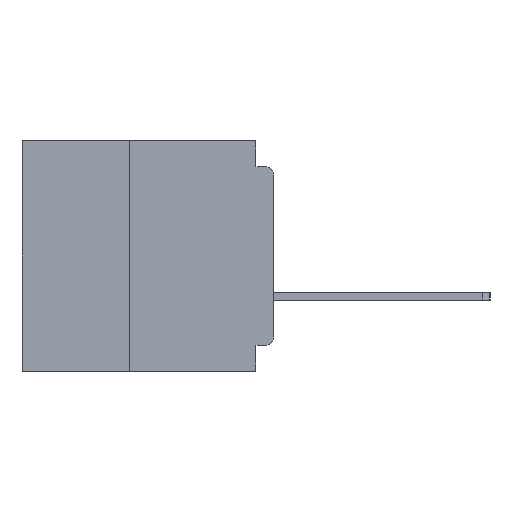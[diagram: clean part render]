
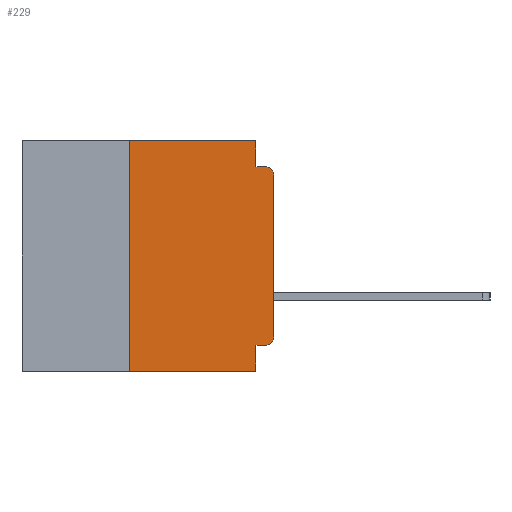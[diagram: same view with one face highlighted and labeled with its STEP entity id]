
A CAD part, left-side view. The second image highlights one B-rep face of the part: STEP entity #229.
In plain terms, the highlighted planar face has unit normal (-1, 0, 0).
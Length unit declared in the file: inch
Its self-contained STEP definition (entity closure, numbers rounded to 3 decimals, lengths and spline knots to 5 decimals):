
#229 = ADVANCED_FACE ( 'NONE', ( #16771 ), #40098, .F. ) ;
#1675 = AXIS2_PLACEMENT_3D ( 'NONE', #40606, #39766, #39432 ) ;
#3865 = EDGE_CURVE ( 'NONE', #8127, #12134, #27341, .T. ) ;
#3872 = VERTEX_POINT ( 'NONE', #7449 ) ;
#4681 = CARTESIAN_POINT ( 'NONE',  ( 0., 0.031, 0. ) ) ;
#5220 = ORIENTED_EDGE ( 'NONE', *, *, #48038, .F. ) ;
#5373 = VECTOR ( 'NONE', #40466, 39.37008 ) ;
#6387 = CIRCLE ( 'NONE', #43818, 0.015 ) ;
#7449 = CARTESIAN_POINT ( 'NONE',  ( 0., 0.015, -0.355 ) ) ;
#7699 = CARTESIAN_POINT ( 'NONE',  ( 0., 0., 0. ) ) ;
#7740 = DIRECTION ( 'NONE',  ( 0., 0., 1. ) ) ;
#8127 = VERTEX_POINT ( 'NONE', #27106 ) ;
#8401 = DIRECTION ( 'NONE',  ( -1., 0., 0. ) ) ;
#8614 = CARTESIAN_POINT ( 'NONE',  ( 0., 0., -0.355 ) ) ;
#9056 = CIRCLE ( 'NONE', #25184, 0.015 ) ;
#9357 = ORIENTED_EDGE ( 'NONE', *, *, #34617, .F. ) ;
#9687 = VECTOR ( 'NONE', #28878, 39.37008 ) ;
#9777 = DIRECTION ( 'NONE',  ( 0., -1., 0. ) ) ;
#9938 = EDGE_CURVE ( 'NONE', #3872, #8127, #9056, .T. ) ;
#10372 = DIRECTION ( 'NONE',  ( -1., 0., 0. ) ) ;
#10799 = EDGE_LOOP ( 'NONE', ( #19344, #44757, #38717, #45365, #9357, #48540, #33277, #5220, #47512, #49916 ) ) ;
#11736 = LINE ( 'NONE', #19917, #42193 ) ;
#12116 = EDGE_CURVE ( 'NONE', #14640, #30145, #49696, .T. ) ;
#12134 = VERTEX_POINT ( 'NONE', #41733 ) ;
#12643 = CARTESIAN_POINT ( 'NONE',  ( 0., 0.031, 0. ) ) ;
#14640 = VERTEX_POINT ( 'NONE', #39747 ) ;
#14848 = LINE ( 'NONE', #27788, #45230 ) ;
#15072 = CARTESIAN_POINT ( 'NONE',  ( 0., 0.031, -0.355 ) ) ;
#16028 = VERTEX_POINT ( 'NONE', #37036 ) ;
#16771 = FACE_OUTER_BOUND ( 'NONE', #10799, .T. ) ;
#17305 = LINE ( 'NONE', #12643, #5373 ) ;
#18447 = LINE ( 'NONE', #27667, #48754 ) ;
#19344 = ORIENTED_EDGE ( 'NONE', *, *, #3865, .T. ) ;
#19917 = CARTESIAN_POINT ( 'NONE',  ( 0., 0.437, 0. ) ) ;
#20236 = EDGE_CURVE ( 'NONE', #3872, #24940, #23355, .T. ) ;
#20306 = LINE ( 'NONE', #32891, #9687 ) ;
#20684 = VECTOR ( 'NONE', #9777, 39.37008 ) ;
#20818 = DIRECTION ( 'NONE',  ( 0., 1., 0. ) ) ;
#23348 = VERTEX_POINT ( 'NONE', #44340 ) ;
#23355 = LINE ( 'NONE', #8614, #43167 ) ;
#24594 = EDGE_CURVE ( 'NONE', #44933, #14640, #17305, .T. ) ;
#24940 = VERTEX_POINT ( 'NONE', #15072 ) ;
#25184 = AXIS2_PLACEMENT_3D ( 'NONE', #32290, #8401, #36296 ) ;
#27106 = CARTESIAN_POINT ( 'NONE',  ( 0., 0., -0.34 ) ) ;
#27341 = LINE ( 'NONE', #7699, #48342 ) ;
#27667 = CARTESIAN_POINT ( 'NONE',  ( 0., 0.25, -0.4 ) ) ;
#27788 = CARTESIAN_POINT ( 'NONE',  ( 0., 0.437, -0.4 ) ) ;
#28878 = DIRECTION ( 'NONE',  ( 0., 0., -1. ) ) ;
#30145 = VERTEX_POINT ( 'NONE', #39989 ) ;
#30457 = EDGE_CURVE ( 'NONE', #12134, #30145, #6387, .T. ) ;
#31701 = DIRECTION ( 'NONE',  ( 0., 0., 1. ) ) ;
#31823 = DIRECTION ( 'NONE',  ( 0., -1., 0. ) ) ;
#32290 = CARTESIAN_POINT ( 'NONE',  ( 0., 0.015, -0.34 ) ) ;
#32891 = CARTESIAN_POINT ( 'NONE',  ( 0., 0.031, -0.4 ) ) ;
#33277 = ORIENTED_EDGE ( 'NONE', *, *, #46617, .T. ) ;
#33670 = CARTESIAN_POINT ( 'NONE',  ( 0., 0., -0.045 ) ) ;
#34262 = CARTESIAN_POINT ( 'NONE',  ( 0., 0.015, -0.06 ) ) ;
#34617 = EDGE_CURVE ( 'NONE', #16028, #44933, #11736, .T. ) ;
#36296 = DIRECTION ( 'NONE',  ( 0., 0., -1. ) ) ;
#36723 = CARTESIAN_POINT ( 'NONE',  ( 0., 0.25, -0.4 ) ) ;
#37036 = CARTESIAN_POINT ( 'NONE',  ( 0., 0.25, 0. ) ) ;
#38233 = DIRECTION ( 'NONE',  ( 0., 0., -1. ) ) ;
#38717 = ORIENTED_EDGE ( 'NONE', *, *, #12116, .F. ) ;
#39432 = DIRECTION ( 'NONE',  ( 0., 0., -1. ) ) ;
#39727 = DIRECTION ( 'NONE',  ( 0., -1., 0. ) ) ;
#39747 = CARTESIAN_POINT ( 'NONE',  ( 0., 0.031, -0.045 ) ) ;
#39766 = DIRECTION ( 'NONE',  ( 1., 0., 0. ) ) ;
#39989 = CARTESIAN_POINT ( 'NONE',  ( 0., 0.015, -0.045 ) ) ;
#40098 = PLANE ( 'NONE',  #1675 ) ;
#40466 = DIRECTION ( 'NONE',  ( 0., 0., -1. ) ) ;
#40606 = CARTESIAN_POINT ( 'NONE',  ( 0., 0.437, 0. ) ) ;
#41733 = CARTESIAN_POINT ( 'NONE',  ( 0., 0., -0.06 ) ) ;
#42193 = VECTOR ( 'NONE', #39727, 39.37008 ) ;
#42597 = VERTEX_POINT ( 'NONE', #36723 ) ;
#43167 = VECTOR ( 'NONE', #20818, 39.37008 ) ;
#43818 = AXIS2_PLACEMENT_3D ( 'NONE', #34262, #10372, #38233 ) ;
#44340 = CARTESIAN_POINT ( 'NONE',  ( 0., 0.031, -0.4 ) ) ;
#44757 = ORIENTED_EDGE ( 'NONE', *, *, #30457, .T. ) ;
#44933 = VERTEX_POINT ( 'NONE', #4681 ) ;
#45230 = VECTOR ( 'NONE', #31823, 39.37008 ) ;
#45365 = ORIENTED_EDGE ( 'NONE', *, *, #24594, .F. ) ;
#46617 = EDGE_CURVE ( 'NONE', #42597, #23348, #14848, .T. ) ;
#47512 = ORIENTED_EDGE ( 'NONE', *, *, #20236, .F. ) ;
#47817 = EDGE_CURVE ( 'NONE', #42597, #16028, #18447, .T. ) ;
#48038 = EDGE_CURVE ( 'NONE', #24940, #23348, #20306, .T. ) ;
#48342 = VECTOR ( 'NONE', #7740, 39.37008 ) ;
#48540 = ORIENTED_EDGE ( 'NONE', *, *, #47817, .F. ) ;
#48754 = VECTOR ( 'NONE', #31701, 39.37008 ) ;
#49696 = LINE ( 'NONE', #33670, #20684 ) ;
#49916 = ORIENTED_EDGE ( 'NONE', *, *, #9938, .T. ) ;
